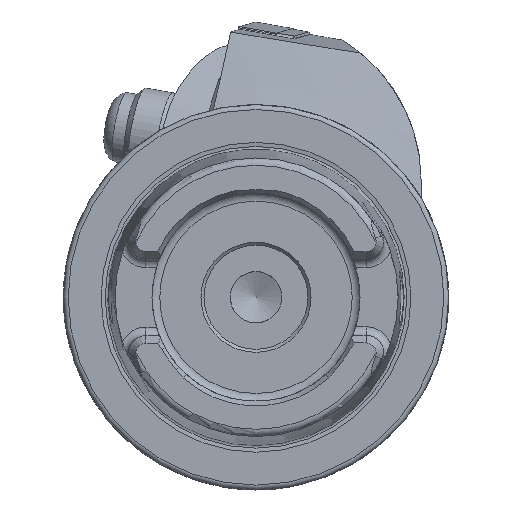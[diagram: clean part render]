
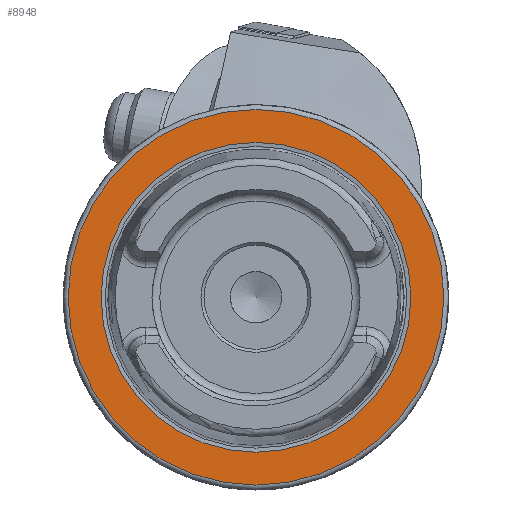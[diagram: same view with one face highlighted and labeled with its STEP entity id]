
A CAD part, left-side view. The second image highlights one B-rep face of the part: STEP entity #8948.
In plain terms, the highlighted planar face has unit normal (-1, 0, 0).
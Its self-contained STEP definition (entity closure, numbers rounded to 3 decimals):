
#120 = DIRECTION ( 'NONE',  ( -1., 0., 0. ) ) ;
#1522 = ORIENTED_EDGE ( 'NONE', *, *, #7081, .T. ) ;
#1592 = DIRECTION ( 'NONE',  ( 1., 0., 0. ) ) ;
#3218 = CARTESIAN_POINT ( 'NONE',  ( 0., 0., 0. ) ) ;
#4226 = EDGE_CURVE ( 'NONE', #9174, #9174, #6725, .T. ) ;
#4938 = EDGE_LOOP ( 'NONE', ( #8106 ) ) ;
#5355 = CARTESIAN_POINT ( 'NONE',  ( 0., -25.324, 0. ) ) ;
#5662 = PLANE ( 'NONE',  #7594 ) ;
#6348 = DIRECTION ( 'NONE',  ( -1., 0., 0. ) ) ;
#6354 = FACE_BOUND ( 'NONE', #4938, .T. ) ;
#6389 = CARTESIAN_POINT ( 'NONE',  ( 0., 0., 0. ) ) ;
#6522 = CARTESIAN_POINT ( 'NONE',  ( 0., -30.7, 0. ) ) ;
#6725 = CIRCLE ( 'NONE', #9942, 25.324 ) ;
#7081 = EDGE_CURVE ( 'NONE', #7521, #7521, #12911, .T. ) ;
#7521 = VERTEX_POINT ( 'NONE', #6522 ) ;
#7594 = AXIS2_PLACEMENT_3D ( 'NONE', #9869, #1592, #9927 ) ;
#8106 = ORIENTED_EDGE ( 'NONE', *, *, #4226, .F. ) ;
#8124 = FACE_OUTER_BOUND ( 'NONE', #8784, .T. ) ;
#8286 = DIRECTION ( 'NONE',  ( 0., -1., 0. ) ) ;
#8493 = DIRECTION ( 'NONE',  ( 0., -1., 0. ) ) ;
#8784 = EDGE_LOOP ( 'NONE', ( #1522 ) ) ;
#8948 = ADVANCED_FACE ( 'NONE', ( #6354, #8124 ), #5662, .F. ) ;
#9174 = VERTEX_POINT ( 'NONE', #5355 ) ;
#9869 = CARTESIAN_POINT ( 'NONE',  ( 0., 0., 30.7 ) ) ;
#9927 = DIRECTION ( 'NONE',  ( 0., 1., 0. ) ) ;
#9942 = AXIS2_PLACEMENT_3D ( 'NONE', #3218, #120, #8286 ) ;
#10752 = AXIS2_PLACEMENT_3D ( 'NONE', #6389, #6348, #8493 ) ;
#12911 = CIRCLE ( 'NONE', #10752, 30.7 ) ;
